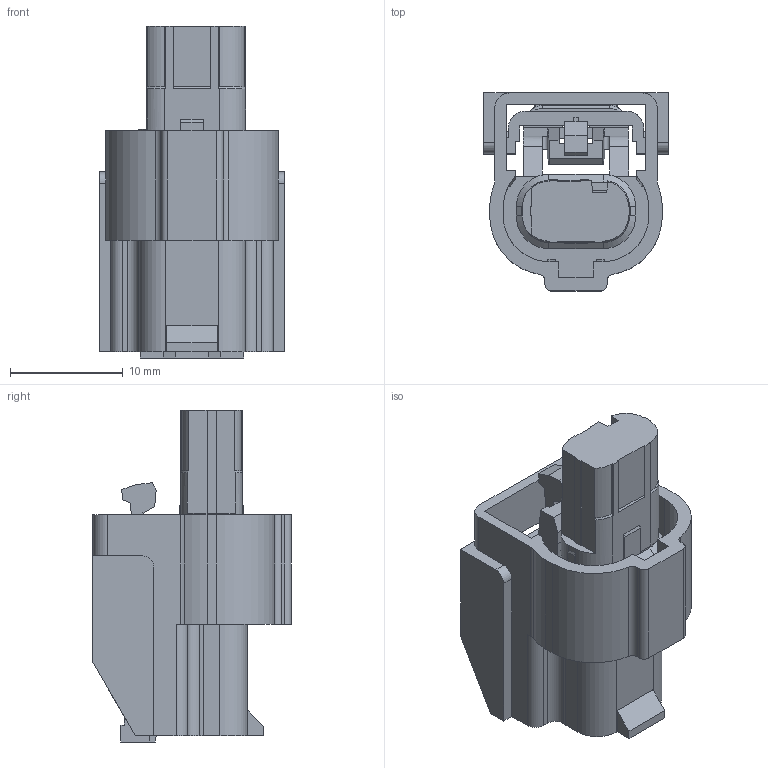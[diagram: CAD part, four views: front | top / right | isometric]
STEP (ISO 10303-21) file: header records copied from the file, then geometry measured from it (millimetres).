
FILE_DESCRIPTION(/* description */ (''),/* implementation_level */ '2;1');
FILE_NAME(/* name */ '13973607-ENV11_01-CONN.stp',/* time_stamp */ '2023-07-08T16:10:25+08:00',/* author */ (''),/* organization */ (''),/* preprocessor_version */ 'ST-DEVELOPER v16',/* originating_system */ 'SIEMENS PLM Software NX 11.0',/* authorisation */ '');
FILE_SCHEMA (('AUTOMOTIVE_DESIGN { 1 0 10303 214 3 1 1 1 }'));
Length unit declared in the file: millimetre
Products named in the file (1): 13973607-ENV11_01-CONN
Bounding box: 16.4 x 17.57 x 29.45 mm (x, y, z)
Volume: 2780.4 mm3; surface area: 3373.5 mm2
Topology: 1 solids, 1 shells, 339 faces, 960 edges, 622 vertices
Faces by surface type: plane 249, cylinder 68, cone 14, torus 8
Entity records: 11056 total; most frequent: CARTESIAN_POINT 2161, ORIENTED_EDGE 1920, DIRECTION 1768, EDGE_CURVE 960, LINE 766, VECTOR 766, VERTEX_POINT 622, AXIS2_PLACEMENT_3D 501
